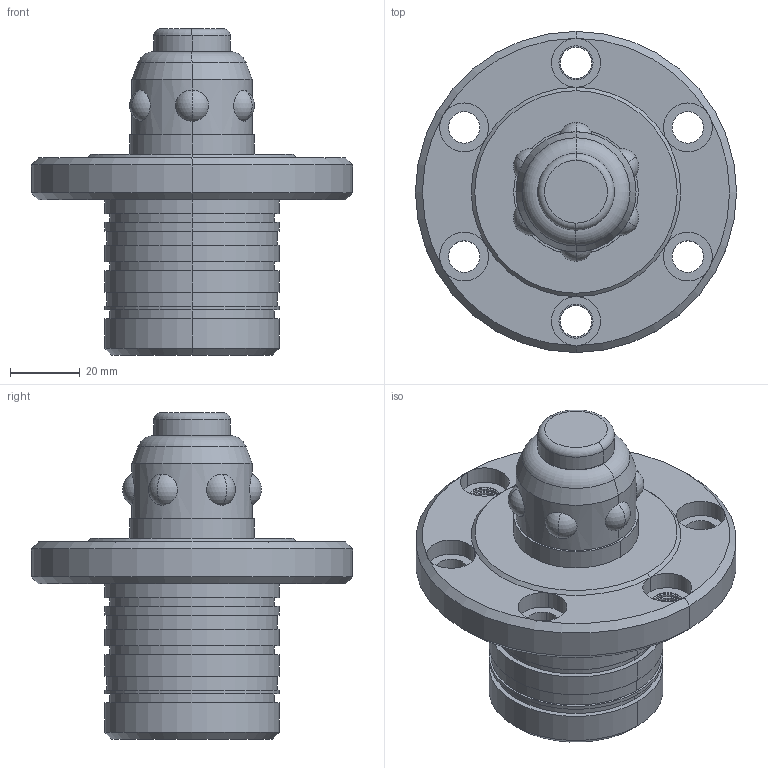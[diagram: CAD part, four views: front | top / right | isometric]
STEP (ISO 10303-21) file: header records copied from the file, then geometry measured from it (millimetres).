
FILE_DESCRIPTION(('modularis output'),'2;1');
FILE_NAME('EH1990070.stp','11:46:00 2003/08/28',( 'modularis software ag'),('modularis software ag'), 'unknown preprocess','ACIS','unknown authorization');
FILE_SCHEMA(('CONFIG_CONTROL_DESIGN {UNKNOWN IMPLEMENTATION LEVEL}'));
Length unit declared in the file: millimetre
Products named in the file (1): PRODUCT_ID_30
Bounding box: 92 x 92 x 93.5 mm (x, y, z)
Volume: 188121.3 mm3; surface area: 29918.1 mm2
Topology: 1 solids, 1 shells, 228 faces, 466 edges, 258 vertices
Faces by surface type: cylinder 78, cone 58, torus 52, plane 28, sphere 12
Entity records: 5177 total; most frequent: CARTESIAN_POINT 1180, ORIENTED_EDGE 932, DIRECTION 674, EDGE_CURVE 466, AXIS2_PLACEMENT_3D 268, VERTEX_POINT 258, EDGE_LOOP 258, FACE_BOUND 258
